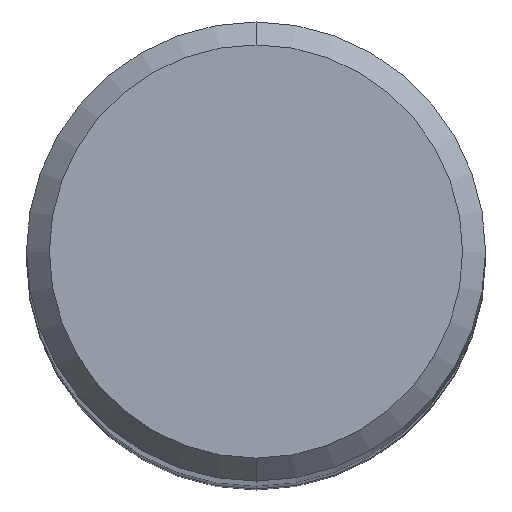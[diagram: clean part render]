
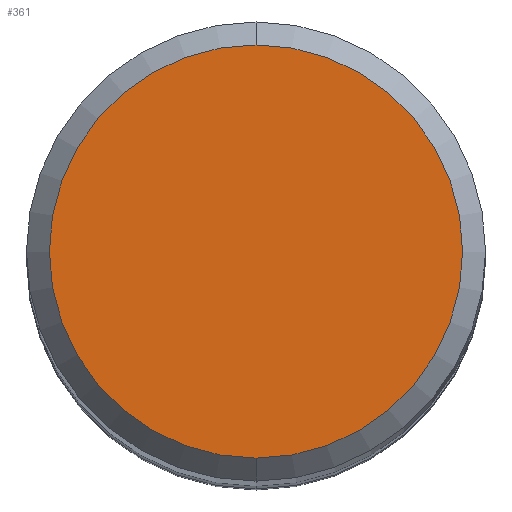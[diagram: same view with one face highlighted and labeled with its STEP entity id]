
A CAD part, top view. The second image highlights one B-rep face of the part: STEP entity #361.
In plain terms, the highlighted planar face has unit normal (0, 0, 1).
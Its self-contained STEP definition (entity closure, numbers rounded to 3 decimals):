
#275=VERTEX_POINT('',#668);
#361=ADVANCED_FACE('',(#766),#767,.T.);
#439=EDGE_CURVE('',#275,#455,#851,.T.);
#455=VERTEX_POINT('',#867);
#579=EDGE_CURVE('',#455,#275,#1007,.T.);
#668=CARTESIAN_POINT('',(0.0,3.6,0.0));
#766=FACE_OUTER_BOUND('',#1325,.T.);
#767=PLANE('',#1326);
#851=CIRCLE('',#1495,3.6);
#867=CARTESIAN_POINT('',(0.,-3.6,0.0));
#1007=CIRCLE('',#1765,3.6);
#1325=EDGE_LOOP('',(#1980,#1981));
#1326=AXIS2_PLACEMENT_3D('',#1982,#1983,#1984);
#1495=AXIS2_PLACEMENT_3D('',#2053,#2054,#2055);
#1765=AXIS2_PLACEMENT_3D('',#2250,#2251,#2252);
#1980=ORIENTED_EDGE('',*,*,#439,.F.);
#1981=ORIENTED_EDGE('',*,*,#579,.F.);
#1982=CARTESIAN_POINT('',(0.0,1.8,0.0));
#1983=DIRECTION('',(-0.0,0.0,1.0));
#1984=DIRECTION('',(0.0,-1.0,0.0));
#2053=CARTESIAN_POINT('',(0.0,0.0,0.0));
#2054=DIRECTION('',(0.0,0.0,-1.0));
#2055=DIRECTION('',(0.0,1.0,0.0));
#2250=CARTESIAN_POINT('',(0.0,0.0,0.0));
#2251=DIRECTION('',(0.0,0.0,-1.0));
#2252=DIRECTION('',(0.0,1.0,0.0));
